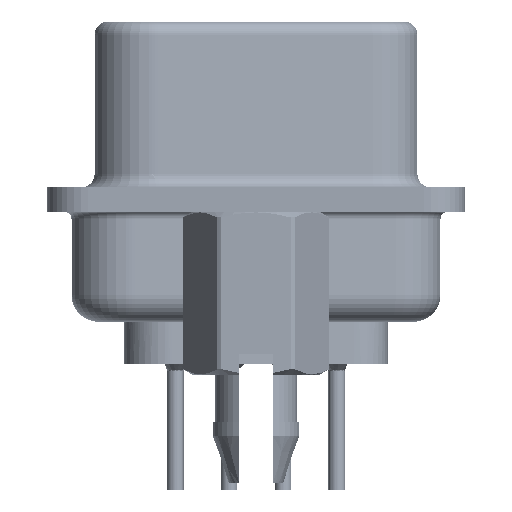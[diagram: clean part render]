
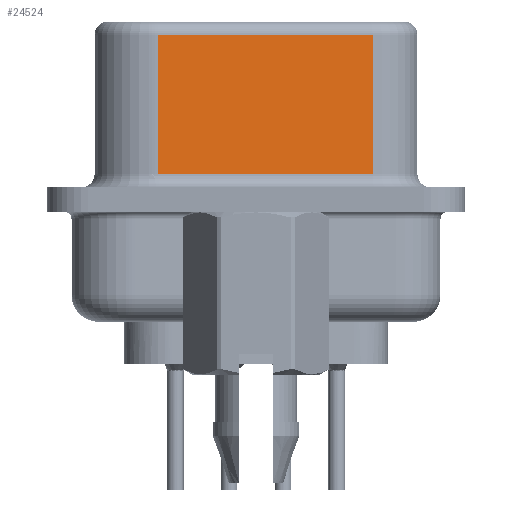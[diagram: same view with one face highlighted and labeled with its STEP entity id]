
A CAD part, left-side view. The second image highlights one B-rep face of the part: STEP entity #24524.
In plain terms, the highlighted planar face has unit normal (-0.985, -0.174, 0).
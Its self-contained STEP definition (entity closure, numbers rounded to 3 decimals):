
#368 = ORIENTED_EDGE ( 'NONE', *, *, #35519, .T. ) ;
#1262 = VERTEX_POINT ( 'NONE', #18525 ) ;
#1488 = DIRECTION ( 'NONE',  ( 0.174, -0.985, 0. ) ) ;
#1737 = LINE ( 'NONE', #42403, #2457 ) ;
#2457 = VECTOR ( 'NONE', #1488, 1000. ) ;
#5469 = CARTESIAN_POINT ( 'NONE',  ( 3.735, 3.603, 6.07 ) ) ;
#5871 = CARTESIAN_POINT ( 'NONE',  ( 5.128, -4.297, 6.57 ) ) ;
#7219 = CARTESIAN_POINT ( 'NONE',  ( 5.128, -4.297, 6.07 ) ) ;
#9048 = ORIENTED_EDGE ( 'NONE', *, *, #17877, .T. ) ;
#10003 = FACE_OUTER_BOUND ( 'NONE', #30747, .T. ) ;
#15339 = LINE ( 'NONE', #23556, #41366 ) ;
#16895 = VECTOR ( 'NONE', #32385, 1000. ) ;
#16924 = VERTEX_POINT ( 'NONE', #5469 ) ;
#17877 = EDGE_CURVE ( 'NONE', #1262, #23616, #1737, .T. ) ;
#18525 = CARTESIAN_POINT ( 'NONE',  ( 3.735, 3.603, 0.95 ) ) ;
#19346 = LINE ( 'NONE', #45696, #40538 ) ;
#19495 = AXIS2_PLACEMENT_3D ( 'NONE', #5871, #36094, #24265 ) ;
#23556 = CARTESIAN_POINT ( 'NONE',  ( 5.128, -4.297, 6.57 ) ) ;
#23616 = VERTEX_POINT ( 'NONE', #36923 ) ;
#24265 = DIRECTION ( 'NONE',  ( -0.174, 0.985, 0. ) ) ;
#24524 = ADVANCED_FACE ( 'NONE', ( #10003 ), #39029, .F. ) ;
#26448 = CARTESIAN_POINT ( 'NONE',  ( 5.128, -4.297, 6.07 ) ) ;
#27525 = ORIENTED_EDGE ( 'NONE', *, *, #44950, .T. ) ;
#28954 = EDGE_CURVE ( 'NONE', #42821, #23616, #15339, .T. ) ;
#30747 = EDGE_LOOP ( 'NONE', ( #47529, #27525, #368, #9048 ) ) ;
#32385 = DIRECTION ( 'NONE',  ( -0.174, 0.985, 0. ) ) ;
#33844 = DIRECTION ( 'NONE',  ( 0., 0., -1. ) ) ;
#35519 = EDGE_CURVE ( 'NONE', #16924, #1262, #19346, .T. ) ;
#36094 = DIRECTION ( 'NONE',  ( 0.985, 0.174, 0. ) ) ;
#36923 = CARTESIAN_POINT ( 'NONE',  ( 5.128, -4.297, 0.95 ) ) ;
#39029 = PLANE ( 'NONE',  #19495 ) ;
#40538 = VECTOR ( 'NONE', #33844, 1000. ) ;
#41366 = VECTOR ( 'NONE', #41705, 1000. ) ;
#41705 = DIRECTION ( 'NONE',  ( 0., 0., -1. ) ) ;
#42403 = CARTESIAN_POINT ( 'NONE',  ( 5.128, -4.297, 0.95 ) ) ;
#42821 = VERTEX_POINT ( 'NONE', #26448 ) ;
#44235 = LINE ( 'NONE', #7219, #16895 ) ;
#44950 = EDGE_CURVE ( 'NONE', #42821, #16924, #44235, .T. ) ;
#45696 = CARTESIAN_POINT ( 'NONE',  ( 3.735, 3.603, 6.57 ) ) ;
#47529 = ORIENTED_EDGE ( 'NONE', *, *, #28954, .F. ) ;
